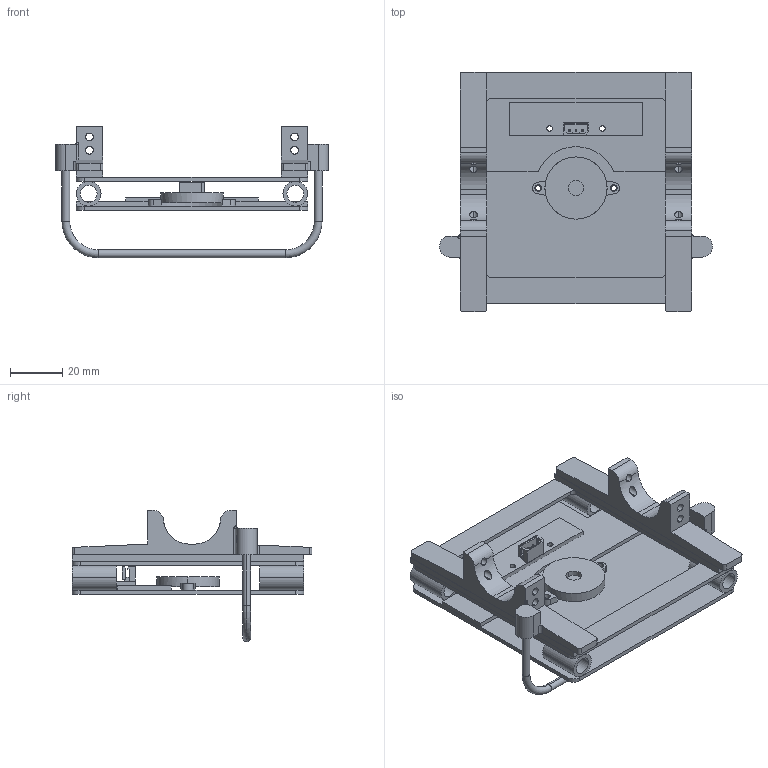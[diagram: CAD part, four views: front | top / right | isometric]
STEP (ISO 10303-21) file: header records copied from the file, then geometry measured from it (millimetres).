
FILE_DESCRIPTION((''),'2;1');
FILE_NAME('TARGET_ASM','2019-06-17T',('GhengisDhon_2'),(''),'PRO/ENGINEER BY PARAMETRIC TECHNOLOGY CORPORATION, 2009440','PRO/ENGINEER BY PARAMETRIC TECHNOLOGY CORPORATION, 2009440','');
FILE_SCHEMA(('CONFIG_CONTROL_DESIGN'));
Length unit declared in the file: inch
Products named in the file (12): TARGET_PLATE; TARGET_TUBING; PLATE_TARGET_FRAME; PIEZO; ELX_TARGET_PLATE; 22_03_5035; VELCRO; PLATE_TARGET_REINFORCE; TARGET_BRACKET_LEFT; TARGET_BRACKET_RIGHT; KICK_GUARD; TARGET_ASM
Assembly tree (15 placements, depth 2):
  TARGET_ASM
    TARGET_PLATE
    TARGET_TUBING  x4
    PLATE_TARGET_FRAME
    PIEZO
    ELX_TARGET_PLATE
    22_03_5035
    VELCRO  x2
    PLATE_TARGET_REINFORCE
    TARGET_BRACKET_LEFT
    TARGET_BRACKET_RIGHT
    KICK_GUARD
Bounding box: 104.9 x 92 x 50.5 mm (x, y, z)
Volume: 44905.6 mm3; surface area: 51106.6 mm2
Topology: 15 solids, 15 shells, 333 faces, 849 edges, 547 vertices
Faces by surface type: plane 178, cylinder 136, bspline 15, torus 4
Entity records: 10458 total; most frequent: CARTESIAN_POINT 2424, DIRECTION 1651, ORIENTED_EDGE 1596, EDGE_CURVE 798, AXIS2_PLACEMENT_3D 576, VERTEX_POINT 515, VECTOR 499, LINE 499
